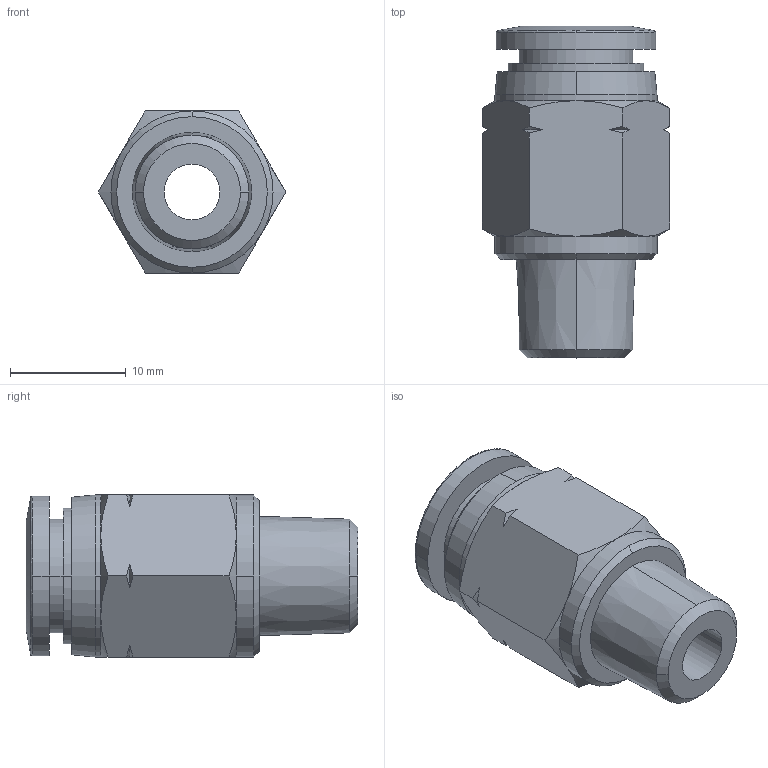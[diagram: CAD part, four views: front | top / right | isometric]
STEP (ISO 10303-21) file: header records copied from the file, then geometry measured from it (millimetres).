
FILE_DESCRIPTION (( 'STEP AP203' ), '1' );
FILE_NAME ('MS516-18N.step', '2016-02-15T20:01:37', ( '' ), ( '' ), 'SwSTEP 2.0', 'SolidWorks 2015', '' );
FILE_SCHEMA (( 'CONFIG_CONTROL_DESIGN' ));
Length unit declared in the file: inch
Products named in the file (1): MS516-18N
Bounding box: 16.17 x 28.65 x 14 mm (x, y, z)
Volume: 2588.1 mm3; surface area: 2189.9 mm2
Topology: 1 solids, 1 shells, 66 faces, 162 edges, 102 vertices
Faces by surface type: cone 36, cylinder 14, plane 12, bspline 4
Entity records: 2181 total; most frequent: CARTESIAN_POINT 583, ORIENTED_EDGE 324, DIRECTION 316, EDGE_CURVE 162, AXIS2_PLACEMENT_3D 139, VERTEX_POINT 102, CIRCLE 76, EDGE_LOOP 72
